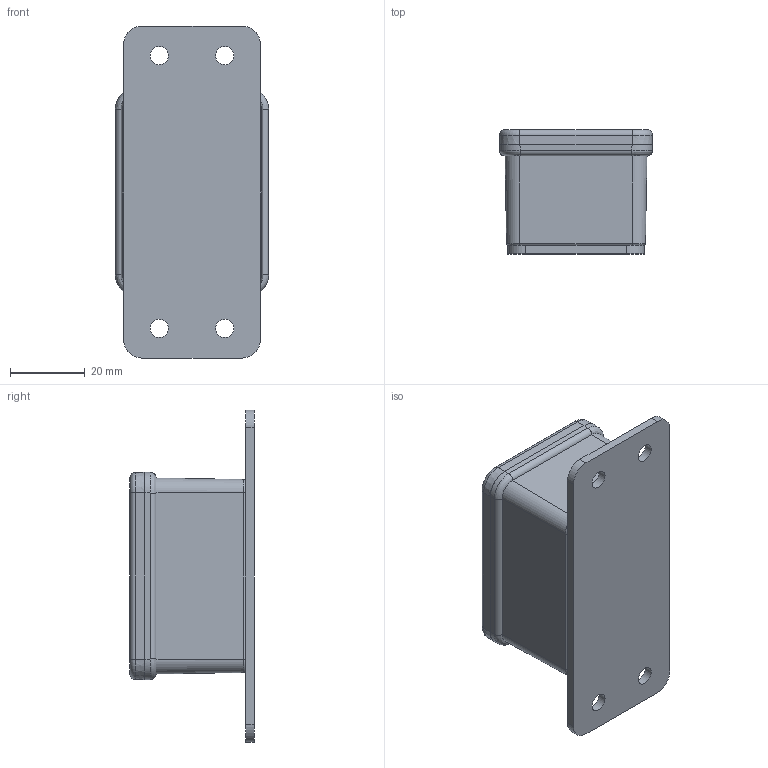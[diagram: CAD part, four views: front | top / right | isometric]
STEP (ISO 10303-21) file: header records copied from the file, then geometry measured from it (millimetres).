
FILE_DESCRIPTION (( 'STEP AP203' ), '1' );
FILE_NAME ('AN-18F-01.step', '2018-05-11T20:29:02', ( '' ), ( '' ), 'SwSTEP 2.0', 'SolidWorks 2016', '' );
FILE_SCHEMA (( 'CONFIG_CONTROL_DESIGN' ));
Length unit declared in the file: inch
Products named in the file (6): AN-18B_AN-18BF-01; AN-18C_AN-18C-01; AN-18F-01; cross recessed countersunk head screw_jis_JIS 1111 Cross recessed countersunk head screw - M3 x 12 - Z --12CSST; GASKET-118-01; SCREWS-033-4
Assembly tree (8 placements, depth 3):
  AN-18F-01
    AN-18B_AN-18BF-01
    AN-18C_AN-18C-01
    SCREWS-033-4
      cross recessed countersunk head screw_jis_JIS 1111 Cross recessed countersunk head screw - M3 x 12 - Z --12CSST  x4
    GASKET-118-01
Bounding box: 41 x 33.29 x 88.9 mm (x, y, z)
Volume: 27673.8 mm3; surface area: 29570.1 mm2
Topology: 8 solids, 8 shells, 549 faces, 1314 edges, 793 vertices
Faces by surface type: plane 205, cylinder 175, cone 73, torus 71, bspline 23, sphere 2
Full cylindrical faces by diameter (mm): 2.5 x4, 3 x4, 3.175 x1, 3.472 x4, 4.75 x4, 4.902 x4, 5.5 x4, 6.25 x4
Entity records: 14563 total; most frequent: CARTESIAN_POINT 3513, DIRECTION 2278, ORIENTED_EDGE 2062, EDGE_CURVE 1031, AXIS2_PLACEMENT_3D 900, VERTEX_POINT 649, EDGE_LOOP 522, VECTOR 478
